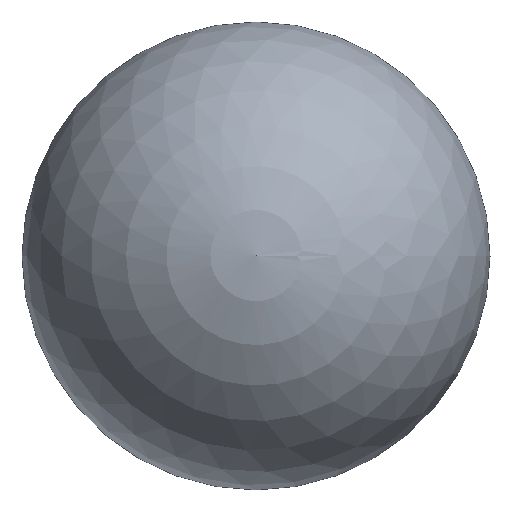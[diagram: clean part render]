
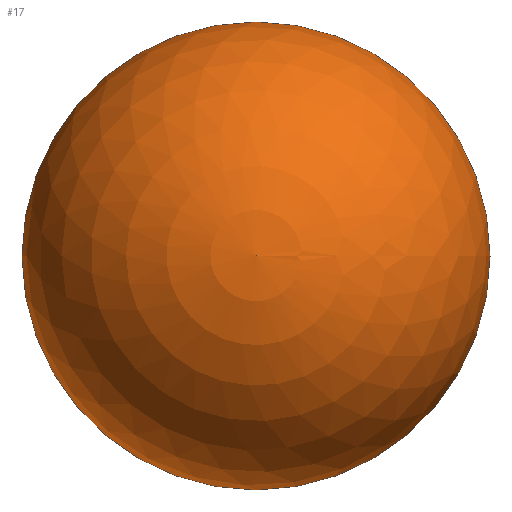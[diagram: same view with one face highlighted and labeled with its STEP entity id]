
A CAD part, top view. The second image highlights one B-rep face of the part: STEP entity #17.
In plain terms, the highlighted spherical face has radius 1.1 mm.
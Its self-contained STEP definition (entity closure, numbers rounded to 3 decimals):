
#17 = ADVANCED_FACE('',(#18),#33,.T.);
#18 = FACE_BOUND('',#19,.T.);
#19 = EDGE_LOOP('',(#20,#51,#52));
#20 = ORIENTED_EDGE('',*,*,#21,.T.);
#21 = EDGE_CURVE('',#22,#24,#26,.T.);
#22 = VERTEX_POINT('',#23);
#23 = CARTESIAN_POINT('',(1.1,0.,0.));
#24 = VERTEX_POINT('',#25);
#25 = CARTESIAN_POINT('',(0.,0.,1.1));
#26 = SEAM_CURVE('',#27,(#32,#44),.PCURVE_S1.);
#27 = CIRCLE('',#28,1.1);
#28 = AXIS2_PLACEMENT_3D('',#29,#30,#31);
#29 = CARTESIAN_POINT('',(0.,0.,0.));
#30 = DIRECTION('',(0.,-1.,0.));
#31 = DIRECTION('',(1.,0.,0.));
#32 = PCURVE('',#33,#38);
#33 = SPHERICAL_SURFACE('',#34,1.1);
#34 = AXIS2_PLACEMENT_3D('',#35,#36,#37);
#35 = CARTESIAN_POINT('',(0.,0.,0.));
#36 = DIRECTION('',(0.,0.,1.));
#37 = DIRECTION('',(1.,0.,0.));
#38 = DEFINITIONAL_REPRESENTATION('',(#39),#43);
#39 = LINE('',#40,#41);
#40 = CARTESIAN_POINT('',(6.283,-6.283));
#41 = VECTOR('',#42,1.);
#42 = DIRECTION('',(0.,1.));
#43 = ( GEOMETRIC_REPRESENTATION_CONTEXT(2) 
PARAMETRIC_REPRESENTATION_CONTEXT() REPRESENTATION_CONTEXT('2D SPACE',''
  ) );
#44 = PCURVE('',#33,#45);
#45 = DEFINITIONAL_REPRESENTATION('',(#46),#50);
#46 = LINE('',#47,#48);
#47 = CARTESIAN_POINT('',(0.,-6.283));
#48 = VECTOR('',#49,1.);
#49 = DIRECTION('',(0.,1.));
#50 = ( GEOMETRIC_REPRESENTATION_CONTEXT(2) 
PARAMETRIC_REPRESENTATION_CONTEXT() REPRESENTATION_CONTEXT('2D SPACE',''
  ) );
#51 = ORIENTED_EDGE('',*,*,#21,.F.);
#52 = ORIENTED_EDGE('',*,*,#53,.T.);
#53 = EDGE_CURVE('',#22,#22,#54,.T.);
#54 = SURFACE_CURVE('',#55,(#60,#67),.PCURVE_S1.);
#55 = CIRCLE('',#56,1.1);
#56 = AXIS2_PLACEMENT_3D('',#57,#58,#59);
#57 = CARTESIAN_POINT('',(0.,0.,0.));
#58 = DIRECTION('',(0.,0.,1.));
#59 = DIRECTION('',(1.,0.,-0.));
#60 = PCURVE('',#33,#61);
#61 = DEFINITIONAL_REPRESENTATION('',(#62),#66);
#62 = LINE('',#63,#64);
#63 = CARTESIAN_POINT('',(0.,0.));
#64 = VECTOR('',#65,1.);
#65 = DIRECTION('',(1.,0.));
#66 = ( GEOMETRIC_REPRESENTATION_CONTEXT(2) 
PARAMETRIC_REPRESENTATION_CONTEXT() REPRESENTATION_CONTEXT('2D SPACE',''
  ) );
#67 = PCURVE('',#68,#73);
#68 = PLANE('',#69);
#69 = AXIS2_PLACEMENT_3D('',#70,#71,#72);
#70 = CARTESIAN_POINT('',(0.,0.,
    0.));
#71 = DIRECTION('',(0.,0.,1.));
#72 = DIRECTION('',(1.,0.,-0.));
#73 = DEFINITIONAL_REPRESENTATION('',(#74),#78);
#74 = CIRCLE('',#75,1.1);
#75 = AXIS2_PLACEMENT_2D('',#76,#77);
#76 = CARTESIAN_POINT('',(0.,0.));
#77 = DIRECTION('',(1.,0.));
#78 = ( GEOMETRIC_REPRESENTATION_CONTEXT(2) 
PARAMETRIC_REPRESENTATION_CONTEXT() REPRESENTATION_CONTEXT('2D SPACE',''
  ) );
